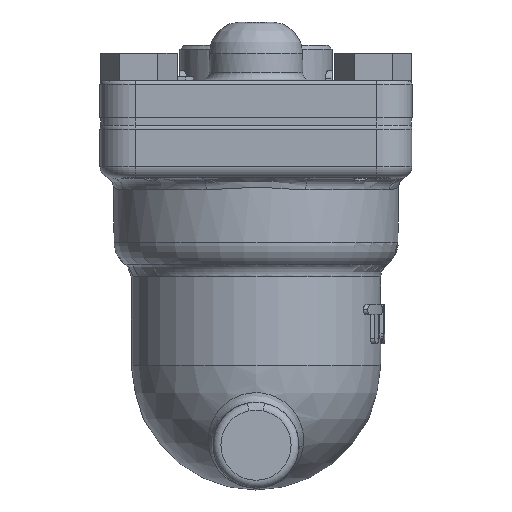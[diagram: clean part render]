
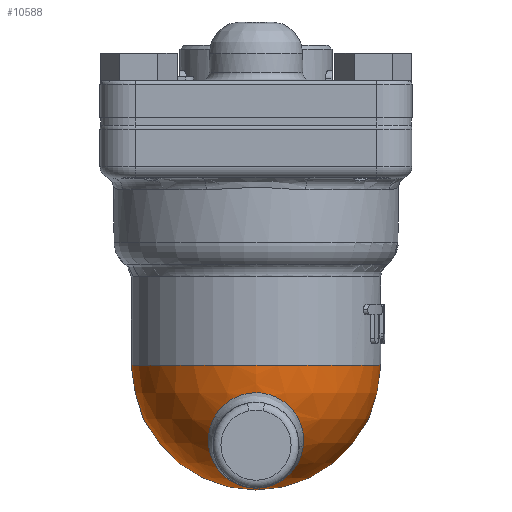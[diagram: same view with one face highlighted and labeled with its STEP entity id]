
A CAD part, left-side view. The second image highlights one B-rep face of the part: STEP entity #10588.
In plain terms, the highlighted spherical face has radius 32 mm.
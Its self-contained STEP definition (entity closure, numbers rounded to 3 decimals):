
#19=SPHERICAL_SURFACE('',#11661,32.);
#292=B_SPLINE_CURVE_WITH_KNOTS('',3,(#19903,#19904,#19905,#19906,#19907,
#19908,#19909,#19910),.UNSPECIFIED.,.F.,.F.,(4,1,1,1,1,4),(-8.475,
-7.87,-7.264,-6.861,-6.457,
-6.381),.UNSPECIFIED.);
#293=B_SPLINE_CURVE_WITH_KNOTS('',3,(#19912,#19913,#19914,#19915,#19916,
#19917,#19918,#19919,#19920,#19921,#19922,#19923,#19924,#19925),
 .UNSPECIFIED.,.F.,.F.,(4,1,1,1,1,1,1,1,1,1,1,4),(-6.381,-6.053,
-5.65,-5.246,-4.944,-4.843,
-3.632,-3.229,-2.825,-2.421,
-2.27,-2.144),.UNSPECIFIED.);
#294=B_SPLINE_CURVE_WITH_KNOTS('',3,(#19926,#19927,#19928,#19929,#19930,
#19931,#19932,#19933,#19934,#19935),.UNSPECIFIED.,.F.,.F.,(4,1,1,1,1,1,
1,4),(-2.144,-2.119,-1.967,-1.816,
-1.513,-1.211,-0.605,0.),
 .UNSPECIFIED.);
#1456=FACE_OUTER_BOUND('',#2149,.T.);
#2149=EDGE_LOOP('',(#8475,#8476,#8477,#8478,#8479,#8480,#8481,#8482,#8483,
#8484,#8485,#8486));
#3959=CIRCLE('',#11615,27.713);
#3962=CIRCLE('',#11619,16.);
#3964=CIRCLE('',#11622,27.713);
#3987=CIRCLE('',#11662,32.);
#3988=CIRCLE('',#11663,32.);
#3989=CIRCLE('',#11664,32.);
#3990=CIRCLE('',#11665,32.);
#4829=VERTEX_POINT('',#18966);
#4830=VERTEX_POINT('',#18971);
#4831=VERTEX_POINT('',#18976);
#4833=VERTEX_POINT('',#18981);
#4856=VERTEX_POINT('',#19900);
#4857=VERTEX_POINT('',#19902);
#4858=VERTEX_POINT('',#19911);
#4859=VERTEX_POINT('',#19958);
#4860=VERTEX_POINT('',#19961);
#6097=EDGE_CURVE('',#4830,#4829,#3959,.T.);
#6100=EDGE_CURVE('',#4831,#4830,#3962,.T.);
#6102=EDGE_CURVE('',#4833,#4831,#3964,.T.);
#6159=EDGE_CURVE('',#4856,#4857,#292,.T.);
#6160=EDGE_CURVE('',#4857,#4858,#293,.T.);
#6161=EDGE_CURVE('',#4858,#4856,#294,.T.);
#6163=EDGE_CURVE('',#4833,#4859,#3987,.T.);
#6164=EDGE_CURVE('',#4859,#4857,#3988,.T.);
#6165=EDGE_CURVE('',#4858,#4860,#3989,.T.);
#6166=EDGE_CURVE('',#4859,#4829,#3990,.T.);
#8475=ORIENTED_EDGE('',*,*,#6102,.F.);
#8476=ORIENTED_EDGE('',*,*,#6163,.T.);
#8477=ORIENTED_EDGE('',*,*,#6164,.T.);
#8478=ORIENTED_EDGE('',*,*,#6159,.F.);
#8479=ORIENTED_EDGE('',*,*,#6161,.F.);
#8480=ORIENTED_EDGE('',*,*,#6165,.T.);
#8481=ORIENTED_EDGE('',*,*,#6165,.F.);
#8482=ORIENTED_EDGE('',*,*,#6160,.F.);
#8483=ORIENTED_EDGE('',*,*,#6164,.F.);
#8484=ORIENTED_EDGE('',*,*,#6166,.T.);
#8485=ORIENTED_EDGE('',*,*,#6097,.F.);
#8486=ORIENTED_EDGE('',*,*,#6100,.F.);
#10588=ADVANCED_FACE('',(#1456),#19,.T.);
#11615=AXIS2_PLACEMENT_3D('',#18973,#13870,#13871);
#11619=AXIS2_PLACEMENT_3D('',#18978,#13878,#13879);
#11622=AXIS2_PLACEMENT_3D('',#18983,#13884,#13885);
#11661=AXIS2_PLACEMENT_3D('',#19957,#13973,#13974);
#11662=AXIS2_PLACEMENT_3D('',#19959,#13975,#13976);
#11663=AXIS2_PLACEMENT_3D('',#19960,#13977,#13978);
#11664=AXIS2_PLACEMENT_3D('',#19962,#13979,#13980);
#11665=AXIS2_PLACEMENT_3D('',#19963,#13981,#13982);
#13870=DIRECTION('center_axis',(0.,-1.,0.));
#13871=DIRECTION('ref_axis',(0.991,0.,-0.131));
#13878=DIRECTION('center_axis',(0.966,0.,-0.259));
#13879=DIRECTION('ref_axis',(-0.259,0.,-0.966));
#13884=DIRECTION('center_axis',(0.,1.,0.));
#13885=DIRECTION('ref_axis',(0.991,0.,-0.131));
#13973=DIRECTION('center_axis',(0.,0.,1.));
#13974=DIRECTION('ref_axis',(1.,0.,0.));
#13975=DIRECTION('center_axis',(0.,0.,-1.));
#13976=DIRECTION('ref_axis',(1.,0.,0.));
#13977=DIRECTION('center_axis',(0.,-1.,0.));
#13978=DIRECTION('ref_axis',(-1.,0.,0.));
#13979=DIRECTION('center_axis',(0.,-1.,0.));
#13980=DIRECTION('ref_axis',(-1.,0.,0.));
#13981=DIRECTION('center_axis',(0.,0.,-1.));
#13982=DIRECTION('ref_axis',(1.,0.,0.));
#18966=CARTESIAN_POINT('',(-16.885,15.285,-28.));
#18971=CARTESIAN_POINT('',(-17.829,15.285,-35.173));
#18973=CARTESIAN_POINT('Origin',(-44.598,15.285,-28.));
#18976=CARTESIAN_POINT('',(-17.829,-16.715,-35.173));
#18978=CARTESIAN_POINT('Origin',(-17.829,-0.715,-35.173));
#18981=CARTESIAN_POINT('',(-16.885,-16.715,-28.));
#18983=CARTESIAN_POINT('Origin',(-44.598,-16.715,-28.));
#19900=CARTESIAN_POINT('',(-65.762,-12.87,-48.696));
#19902=CARTESIAN_POINT('',(-75.809,-0.715,-35.059));
#19903=CARTESIAN_POINT('Ctrl Pts',(-65.762,-12.87,
-48.696));
#19904=CARTESIAN_POINT('Ctrl Pts',(-67.281,-13.062,
-47.03));
#19905=CARTESIAN_POINT('Ctrl Pts',(-70.182,-12.78,
-43.483));
#19906=CARTESIAN_POINT('Ctrl Pts',(-73.372,-10.117,-38.898));
#19907=CARTESIAN_POINT('Ctrl Pts',(-75.248,-6.015,-35.97));
#19908=CARTESIAN_POINT('Ctrl Pts',(-75.772,-2.79,
-35.119));
#19909=CARTESIAN_POINT('Ctrl Pts',(-75.809,-0.999,
-35.059));
#19910=CARTESIAN_POINT('Ctrl Pts',(-75.809,-0.716,
-35.059));
#19911=CARTESIAN_POINT('',(-50.065,-0.715,-59.529));
#19912=CARTESIAN_POINT('Ctrl Pts',(-75.809,-0.716,
-35.059));
#19913=CARTESIAN_POINT('Ctrl Pts',(-75.809,0.509,
-35.061));
#19914=CARTESIAN_POINT('Ctrl Pts',(-75.553,3.245,-35.476));
#19915=CARTESIAN_POINT('Ctrl Pts',(-74.332,6.913,-37.416));
#19916=CARTESIAN_POINT('Ctrl Pts',(-72.47,9.454,-40.208));
#19917=CARTESIAN_POINT('Ctrl Pts',(-70.831,10.591,-42.485));
#19918=CARTESIAN_POINT('Ctrl Pts',(-67.293,12.104,-47.167));
#19919=CARTESIAN_POINT('Ctrl Pts',(-62.83,11.158,-52.109));
#19920=CARTESIAN_POINT('Ctrl Pts',(-57.362,7.895,-56.169));
#19921=CARTESIAN_POINT('Ctrl Pts',(-54.093,5.375,-58.063));
#19922=CARTESIAN_POINT('Ctrl Pts',(-51.607,2.951,-59.062));
#19923=CARTESIAN_POINT('Ctrl Pts',(-50.287,0.79,-59.468));
#19924=CARTESIAN_POINT('Ctrl Pts',(-50.07,-0.247,
-59.529));
#19925=CARTESIAN_POINT('Ctrl Pts',(-50.067,-0.716,
-59.529));
#19926=CARTESIAN_POINT('Ctrl Pts',(-50.067,-0.716,
-59.529));
#19927=CARTESIAN_POINT('Ctrl Pts',(-50.066,-0.81,
-59.529));
#19928=CARTESIAN_POINT('Ctrl Pts',(-50.089,-1.467,-59.523));
#19929=CARTESIAN_POINT('Ctrl Pts',(-50.501,-2.652,
-59.407));
#19930=CARTESIAN_POINT('Ctrl Pts',(-51.768,-4.482,-58.994));
#19931=CARTESIAN_POINT('Ctrl Pts',(-53.696,-6.417,
-58.209));
#19932=CARTESIAN_POINT('Ctrl Pts',(-56.948,-9.066,
-56.473));
#19933=CARTESIAN_POINT('Ctrl Pts',(-61.068,-11.621,
-53.482));
#19934=CARTESIAN_POINT('Ctrl Pts',(-64.243,-12.678,-50.362));
#19935=CARTESIAN_POINT('Ctrl Pts',(-65.762,-12.87,
-48.696));
#19957=CARTESIAN_POINT('Origin',(-44.598,-0.715,-28.));
#19958=CARTESIAN_POINT('',(-76.598,-0.715,-28.));
#19959=CARTESIAN_POINT('Origin',(-44.598,-0.715,-28.));
#19960=CARTESIAN_POINT('Origin',(-44.598,-0.715,-28.));
#19961=CARTESIAN_POINT('',(-44.598,-0.715,-60.));
#19962=CARTESIAN_POINT('Origin',(-44.598,-0.715,-28.));
#19963=CARTESIAN_POINT('Origin',(-44.598,-0.715,-28.));
